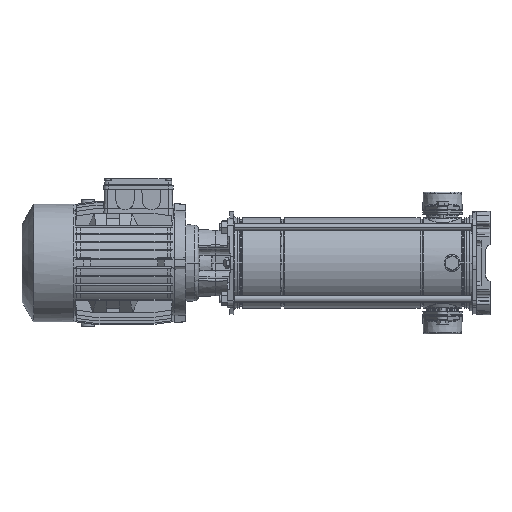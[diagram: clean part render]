
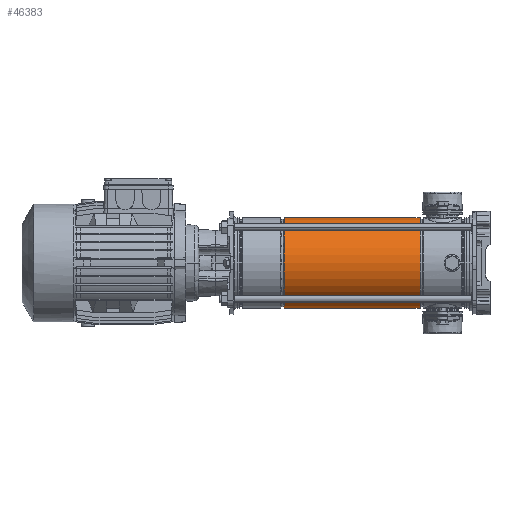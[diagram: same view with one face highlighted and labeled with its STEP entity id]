
A CAD part, left-side view. The second image highlights one B-rep face of the part: STEP entity #46383.
In plain terms, the highlighted cylindrical face has radius 85.9 mm (diameter 171.8 mm), a partial arc.
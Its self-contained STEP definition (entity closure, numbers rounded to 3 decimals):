
#319 = DIRECTION ( 'NONE',  ( 0., 0., -1. ) ) ;
#3052 = EDGE_CURVE ( 'NONE', #37895, #4351, #23204, .T. ) ;
#4351 = VERTEX_POINT ( 'NONE', #39828 ) ;
#5379 = AXIS2_PLACEMENT_3D ( 'NONE', #33520, #56086, #66783 ) ;
#6055 = CARTESIAN_POINT ( 'NONE',  ( 0., 0., 0. ) ) ;
#11035 = EDGE_LOOP ( 'NONE', ( #68977, #68413, #68667, #12946 ) ) ;
#11039 = CARTESIAN_POINT ( 'NONE',  ( 0., 0., 351.103 ) ) ;
#12127 = DIRECTION ( 'NONE',  ( 0., 0., -1. ) ) ;
#12946 = ORIENTED_EDGE ( 'NONE', *, *, #39098, .F. ) ;
#13742 = VECTOR ( 'NONE', #12127, 1000. ) ;
#15872 = AXIS2_PLACEMENT_3D ( 'NONE', #6055, #57070, #67759 ) ;
#17318 = LINE ( 'NONE', #61710, #29608 ) ;
#17648 = CARTESIAN_POINT ( 'NONE',  ( 85.9, 0., 0. ) ) ;
#23204 = LINE ( 'NONE', #17648, #13742 ) ;
#29608 = VECTOR ( 'NONE', #46127, 1000. ) ;
#29742 = EDGE_CURVE ( 'NONE', #51982, #37895, #60216, .T. ) ;
#30485 = CARTESIAN_POINT ( 'NONE',  ( 85.9, 0., 351.103 ) ) ;
#31207 = CARTESIAN_POINT ( 'NONE',  ( -85.9, 0., 351.103 ) ) ;
#33520 = CARTESIAN_POINT ( 'NONE',  ( 0., 0., 93.897 ) ) ;
#37895 = VERTEX_POINT ( 'NONE', #30485 ) ;
#39098 = EDGE_CURVE ( 'NONE', #51982, #40827, #17318, .T. ) ;
#39667 = FACE_OUTER_BOUND ( 'NONE', #11035, .T. ) ;
#39705 = CARTESIAN_POINT ( 'NONE',  ( -85.9, 0., 93.897 ) ) ;
#39828 = CARTESIAN_POINT ( 'NONE',  ( 85.9, 0., 93.897 ) ) ;
#40827 = VERTEX_POINT ( 'NONE', #39705 ) ;
#46127 = DIRECTION ( 'NONE',  ( 0., 0., -1. ) ) ;
#46383 = ADVANCED_FACE ( 'NONE', ( #39667 ), #56692, .T. ) ;
#50542 = DIRECTION ( 'NONE',  ( -1., 0., 0. ) ) ;
#51982 = VERTEX_POINT ( 'NONE', #31207 ) ;
#56086 = DIRECTION ( 'NONE',  ( 0., 0., -1. ) ) ;
#56692 = CYLINDRICAL_SURFACE ( 'NONE', #15872, 85.9 ) ;
#57070 = DIRECTION ( 'NONE',  ( 0., 0., -1. ) ) ;
#60216 = CIRCLE ( 'NONE', #66109, 85.9 ) ;
#61710 = CARTESIAN_POINT ( 'NONE',  ( -85.9, 0., 0. ) ) ;
#62655 = EDGE_CURVE ( 'NONE', #40827, #4351, #63204, .T. ) ;
#63204 = CIRCLE ( 'NONE', #5379, 85.9 ) ;
#66109 = AXIS2_PLACEMENT_3D ( 'NONE', #11039, #319, #50542 ) ;
#66783 = DIRECTION ( 'NONE',  ( -1., 0., 0. ) ) ;
#67759 = DIRECTION ( 'NONE',  ( -1., 0., 0. ) ) ;
#68413 = ORIENTED_EDGE ( 'NONE', *, *, #3052, .T. ) ;
#68667 = ORIENTED_EDGE ( 'NONE', *, *, #62655, .F. ) ;
#68977 = ORIENTED_EDGE ( 'NONE', *, *, #29742, .T. ) ;
